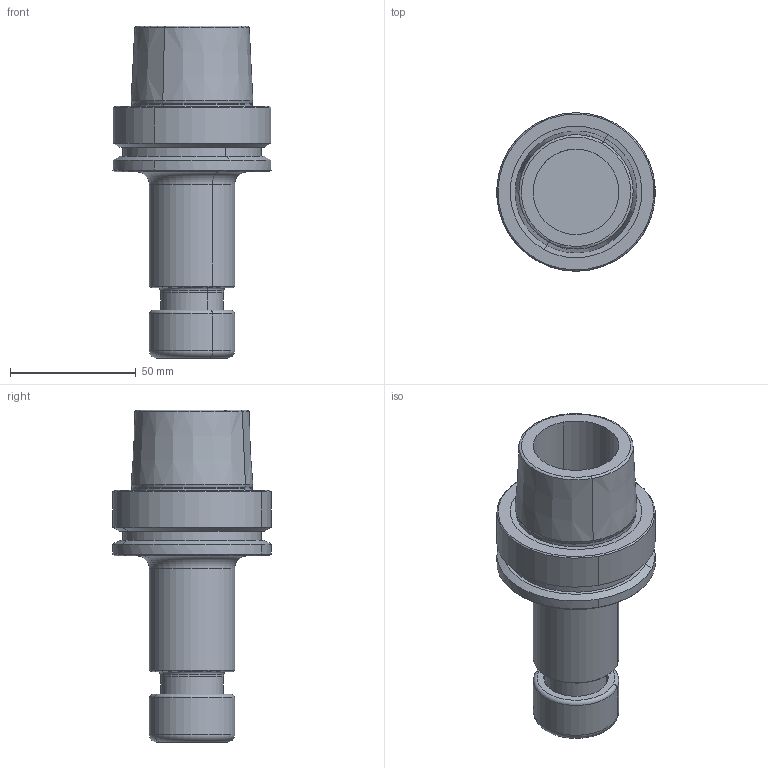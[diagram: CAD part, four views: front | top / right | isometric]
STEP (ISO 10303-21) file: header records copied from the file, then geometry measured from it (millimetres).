
FILE_DESCRIPTION(('CATIA V5 STEP','CAx-IF Rec.Pracs.--- Model Styling and Organization---1.2---2011-12-15'),'2;1');
FILE_NAME('4561216-L-B.stp','2016-03-07T05:20:57+00:00',('none'),('none'),'CATIA Version 5 Release 21 SP 5 (IN-10)','CATIA V5 STEP AP214','none');
FILE_SCHEMA(('AUTOMOTIVE_DESIGN { 1 0 10303 214 1 1 1 1 }'));
Length unit declared in the file: millimetre
Products named in the file (1): HSK A 63 ER20X100
Bounding box: 62.98 x 63 x 132 mm (x, y, z)
Volume: 147642.8 mm3; surface area: 31882.3 mm2
Topology: 1 solids, 1 shells, 70 faces, 152 edges, 91 vertices
Faces by surface type: cylinder 24, cone 22, torus 14, plane 10
Entity records: 1798 total; most frequent: CARTESIAN_POINT 395, ORIENTED_EDGE 300, DIRECTION 228, EDGE_CURVE 150, AXIS2_PLACEMENT_3D 141, CIRCLE 98, VERTEX_POINT 91, EDGE_LOOP 79
